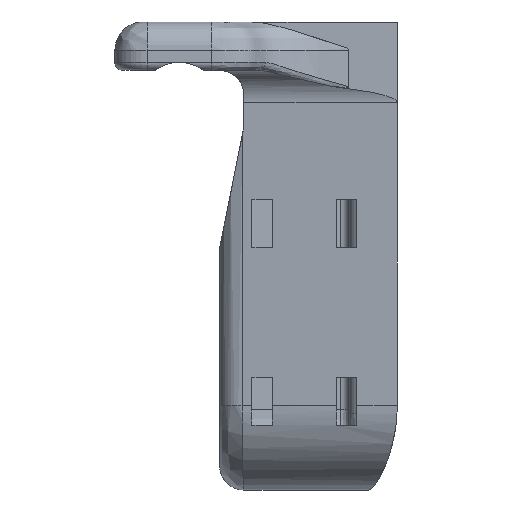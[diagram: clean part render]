
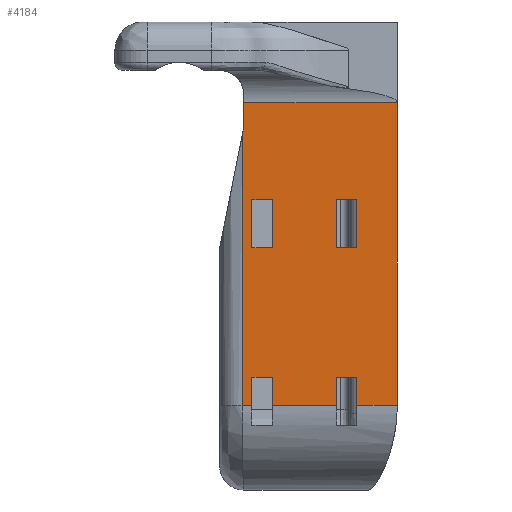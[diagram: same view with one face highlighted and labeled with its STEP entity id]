
A CAD part, left-side view. The second image highlights one B-rep face of the part: STEP entity #4184.
In plain terms, the highlighted planar face has unit normal (-0.998, 0.068, 0).
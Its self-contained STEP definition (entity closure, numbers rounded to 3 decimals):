
#27=FACE_BOUND('',#1368,.T.);
#28=FACE_BOUND('',#1369,.T.);
#89=PLANE('',#4592);
#234=LINE('',#6674,#552);
#237=LINE('',#6681,#555);
#260=LINE('',#6740,#578);
#263=LINE('',#6745,#581);
#268=LINE('',#6768,#586);
#271=LINE('',#6773,#589);
#278=LINE('',#6890,#596);
#281=LINE('',#6897,#599);
#294=LINE('',#7429,#612);
#350=LINE('',#8128,#668);
#380=LINE('',#10304,#698);
#387=LINE('',#10370,#705);
#390=LINE('',#10379,#708);
#391=LINE('',#10380,#709);
#392=LINE('',#10382,#710);
#393=LINE('',#10383,#711);
#394=LINE('',#10384,#712);
#395=LINE('',#10385,#713);
#396=LINE('',#10387,#714);
#397=LINE('',#10388,#715);
#398=LINE('',#10390,#716);
#399=LINE('',#10391,#717);
#552=VECTOR('',#5026,10.);
#555=VECTOR('',#5033,10.);
#578=VECTOR('',#5078,10.);
#581=VECTOR('',#5083,10.);
#586=VECTOR('',#5108,10.);
#589=VECTOR('',#5113,10.);
#596=VECTOR('',#5150,10.);
#599=VECTOR('',#5157,10.);
#612=VECTOR('',#5198,10.);
#668=VECTOR('',#5416,10.);
#698=VECTOR('',#5556,10.);
#705=VECTOR('',#5591,10.);
#708=VECTOR('',#5602,10.);
#709=VECTOR('',#5603,10.);
#710=VECTOR('',#5604,10.);
#711=VECTOR('',#5605,10.);
#712=VECTOR('',#5606,10.);
#713=VECTOR('',#5607,10.);
#714=VECTOR('',#5608,10.);
#715=VECTOR('',#5609,10.);
#716=VECTOR('',#5610,10.);
#717=VECTOR('',#5611,10.);
#1129=FACE_OUTER_BOUND('',#1367,.T.);
#1367=EDGE_LOOP('',(#3578,#3579,#3580,#3581,#3582,#3583,#3584,#3585,#3586,
#3587,#3588,#3589,#3590,#3591));
#1368=EDGE_LOOP('',(#3592,#3593,#3594,#3595));
#1369=EDGE_LOOP('',(#3596,#3597,#3598,#3599));
#1792=VERTEX_POINT('',#6671);
#1793=VERTEX_POINT('',#6673);
#1795=VERTEX_POINT('',#6679);
#1819=VERTEX_POINT('',#6737);
#1820=VERTEX_POINT('',#6739);
#1821=VERTEX_POINT('',#6743);
#1828=VERTEX_POINT('',#6765);
#1829=VERTEX_POINT('',#6767);
#1830=VERTEX_POINT('',#6771);
#1843=VERTEX_POINT('',#6887);
#1844=VERTEX_POINT('',#6889);
#1846=VERTEX_POINT('',#6895);
#1873=VERTEX_POINT('',#7411);
#1876=VERTEX_POINT('',#7427);
#1934=VERTEX_POINT('',#7989);
#1951=VERTEX_POINT('',#8127);
#2020=VERTEX_POINT('',#10302);
#2026=VERTEX_POINT('',#10366);
#2029=VERTEX_POINT('',#10378);
#2030=VERTEX_POINT('',#10381);
#2031=VERTEX_POINT('',#10386);
#2032=VERTEX_POINT('',#10389);
#2251=EDGE_CURVE('',#1793,#1792,#234,.T.);
#2255=EDGE_CURVE('',#1792,#1795,#237,.T.);
#2284=EDGE_CURVE('',#1820,#1819,#260,.T.);
#2287=EDGE_CURVE('',#1819,#1821,#263,.T.);
#2298=EDGE_CURVE('',#1829,#1828,#268,.T.);
#2301=EDGE_CURVE('',#1828,#1830,#271,.T.);
#2322=EDGE_CURVE('',#1844,#1843,#278,.T.);
#2326=EDGE_CURVE('',#1843,#1846,#281,.T.);
#2365=EDGE_CURVE('',#1876,#1873,#294,.T.);
#2489=EDGE_CURVE('',#1873,#1951,#350,.T.);
#2589=EDGE_CURVE('',#1876,#2020,#380,.T.);
#2607=EDGE_CURVE('',#1934,#2026,#387,.T.);
#2611=EDGE_CURVE('',#2029,#1934,#390,.T.);
#2612=EDGE_CURVE('',#2029,#1844,#391,.T.);
#2613=EDGE_CURVE('',#2030,#1846,#392,.T.);
#2614=EDGE_CURVE('',#2030,#1793,#393,.T.);
#2615=EDGE_CURVE('',#1951,#1795,#394,.T.);
#2616=EDGE_CURVE('',#2026,#2020,#395,.T.);
#2617=EDGE_CURVE('',#1830,#2031,#396,.T.);
#2618=EDGE_CURVE('',#2031,#1829,#397,.T.);
#2619=EDGE_CURVE('',#1821,#2032,#398,.T.);
#2620=EDGE_CURVE('',#2032,#1820,#399,.T.);
#3578=ORIENTED_EDGE('',*,*,#2607,.F.);
#3579=ORIENTED_EDGE('',*,*,#2611,.F.);
#3580=ORIENTED_EDGE('',*,*,#2612,.T.);
#3581=ORIENTED_EDGE('',*,*,#2322,.T.);
#3582=ORIENTED_EDGE('',*,*,#2326,.T.);
#3583=ORIENTED_EDGE('',*,*,#2613,.F.);
#3584=ORIENTED_EDGE('',*,*,#2614,.T.);
#3585=ORIENTED_EDGE('',*,*,#2251,.T.);
#3586=ORIENTED_EDGE('',*,*,#2255,.T.);
#3587=ORIENTED_EDGE('',*,*,#2615,.F.);
#3588=ORIENTED_EDGE('',*,*,#2489,.F.);
#3589=ORIENTED_EDGE('',*,*,#2365,.F.);
#3590=ORIENTED_EDGE('',*,*,#2589,.T.);
#3591=ORIENTED_EDGE('',*,*,#2616,.F.);
#3592=ORIENTED_EDGE('',*,*,#2617,.T.);
#3593=ORIENTED_EDGE('',*,*,#2618,.T.);
#3594=ORIENTED_EDGE('',*,*,#2298,.T.);
#3595=ORIENTED_EDGE('',*,*,#2301,.T.);
#3596=ORIENTED_EDGE('',*,*,#2619,.T.);
#3597=ORIENTED_EDGE('',*,*,#2620,.T.);
#3598=ORIENTED_EDGE('',*,*,#2284,.T.);
#3599=ORIENTED_EDGE('',*,*,#2287,.T.);
#4184=ADVANCED_FACE('',(#1129,#27,#28),#89,.T.);
#4592=AXIS2_PLACEMENT_3D('',#10377,#5600,#5601);
#5026=DIRECTION('',(-0.068,-0.998,0.));
#5033=DIRECTION('',(0.,0.,-1.));
#5078=DIRECTION('',(0.068,0.998,0.));
#5083=DIRECTION('',(0.,0.,1.));
#5108=DIRECTION('',(0.068,0.998,0.));
#5113=DIRECTION('',(0.,0.,1.));
#5150=DIRECTION('',(-0.068,-0.998,0.));
#5157=DIRECTION('',(0.,0.,-1.));
#5198=DIRECTION('',(-0.068,-0.998,0.));
#5416=DIRECTION('',(0.,0.,-1.));
#5556=DIRECTION('',(0.,0.,-1.));
#5591=DIRECTION('',(0.,0.,1.));
#5600=DIRECTION('center_axis',(-0.998,0.068,0.));
#5601=DIRECTION('ref_axis',(0.068,0.998,0.));
#5602=DIRECTION('',(0.068,0.998,0.));
#5603=DIRECTION('',(0.,0.,1.));
#5604=DIRECTION('',(0.068,0.998,0.));
#5605=DIRECTION('',(0.,0.,1.));
#5606=DIRECTION('',(0.068,0.998,0.));
#5607=DIRECTION('',(-0.013,-0.196,0.98));
#5608=DIRECTION('',(-0.068,-0.998,0.));
#5609=DIRECTION('',(0.,0.,-1.));
#5610=DIRECTION('',(-0.068,-0.998,0.));
#5611=DIRECTION('',(0.,0.,-1.));
#6671=CARTESIAN_POINT('',(-16.159,5.,-38.));
#6673=CARTESIAN_POINT('',(-15.989,7.5,-38.));
#6674=CARTESIAN_POINT('',(-16.292,3.048,-38.));
#6679=CARTESIAN_POINT('',(-16.159,5.,-41.5));
#6681=CARTESIAN_POINT('',(-16.159,5.,-22.));
#6737=CARTESIAN_POINT('',(-15.989,7.5,-22.));
#6739=CARTESIAN_POINT('',(-16.159,5.,-22.));
#6740=CARTESIAN_POINT('',(-16.207,4.293,-22.));
#6743=CARTESIAN_POINT('',(-15.989,7.5,-16.));
#6745=CARTESIAN_POINT('',(-15.989,7.5,-8.));
#6765=CARTESIAN_POINT('',(-15.273,18.,-22.));
#6767=CARTESIAN_POINT('',(-15.443,15.5,-22.));
#6768=CARTESIAN_POINT('',(-15.851,9.518,-22.));
#6771=CARTESIAN_POINT('',(-15.273,18.,-16.));
#6773=CARTESIAN_POINT('',(-15.273,18.,-8.));
#6887=CARTESIAN_POINT('',(-15.443,15.5,-38.));
#6889=CARTESIAN_POINT('',(-15.273,18.,-38.));
#6890=CARTESIAN_POINT('',(-15.936,8.274,-38.));
#6895=CARTESIAN_POINT('',(-15.443,15.5,-41.5));
#6897=CARTESIAN_POINT('',(-15.443,15.5,-22.));
#7411=CARTESIAN_POINT('',(-16.5,0.,-4.));
#7427=CARTESIAN_POINT('',(-15.205,19.,-4.));
#7429=CARTESIAN_POINT('',(-15.868,9.269,-4.));
#7989=CARTESIAN_POINT('',(-15.191,19.204,-41.5));
#8127=CARTESIAN_POINT('',(-16.5,0.,-41.5));
#8128=CARTESIAN_POINT('',(-16.5,0.,0.));
#10302=CARTESIAN_POINT('',(-15.205,19.,-7.));
#10304=CARTESIAN_POINT('',(-15.205,19.,0.));
#10366=CARTESIAN_POINT('',(-15.191,19.204,-8.02));
#10370=CARTESIAN_POINT('',(-15.191,19.204,0.));
#10377=CARTESIAN_POINT('Origin',(-16.5,0.,0.));
#10378=CARTESIAN_POINT('',(-15.273,18.,-41.5));
#10379=CARTESIAN_POINT('',(-16.089,6.034,-41.5));
#10380=CARTESIAN_POINT('',(-15.273,18.,-19.));
#10381=CARTESIAN_POINT('',(-15.989,7.5,-41.5));
#10382=CARTESIAN_POINT('',(-16.089,6.034,-41.5));
#10383=CARTESIAN_POINT('',(-15.989,7.5,-19.));
#10384=CARTESIAN_POINT('',(-16.089,6.034,-41.5));
#10385=CARTESIAN_POINT('',(-15.224,18.72,-5.6));
#10386=CARTESIAN_POINT('',(-15.443,15.5,-16.));
#10387=CARTESIAN_POINT('',(-15.936,8.274,-16.));
#10388=CARTESIAN_POINT('',(-15.443,15.5,-11.));
#10389=CARTESIAN_POINT('',(-16.159,5.,-16.));
#10390=CARTESIAN_POINT('',(-16.292,3.048,-16.));
#10391=CARTESIAN_POINT('',(-16.159,5.,-11.));
